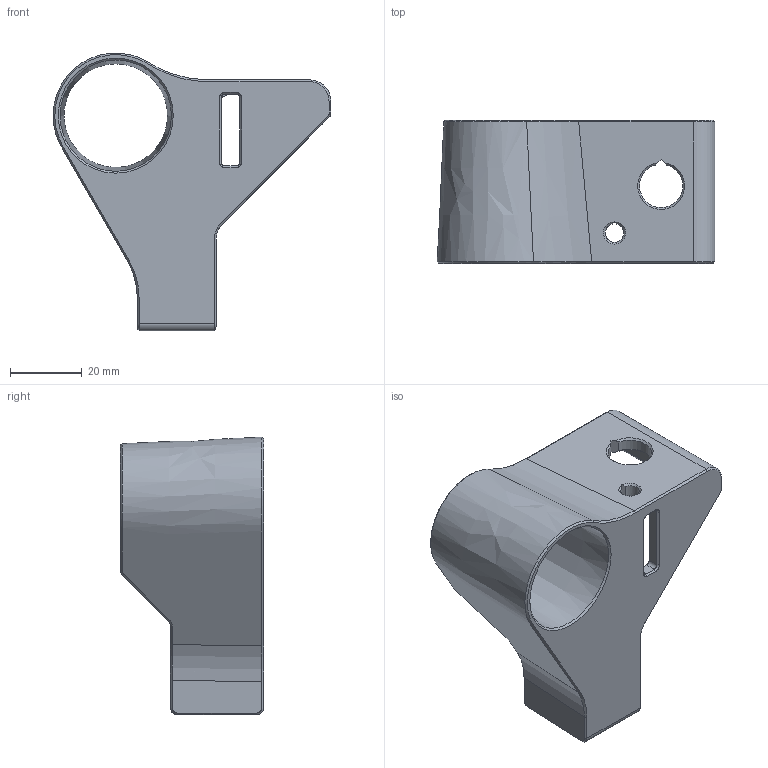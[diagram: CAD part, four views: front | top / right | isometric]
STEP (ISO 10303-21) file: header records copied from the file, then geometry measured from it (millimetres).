
FILE_DESCRIPTION(/* description */ (''),/* implementation_level */ '2;1');
FILE_NAME(/* name */ 'holder-bottom-left v17.step',/* time_stamp */ '2020-07-09T23:07:36+09:00',/* author */ (''),/* organization */ (''),/* preprocessor_version */ 'ST-DEVELOPER v18.1',/* originating_system */ 'Autodesk Translation Framework v9.3.0.1241',/* authorisation */ '');
FILE_SCHEMA (('AUTOMOTIVE_DESIGN { 1 0 10303 214 3 1 1 }'));
Length unit declared in the file: millimetre
Products named in the file (3): holder-bottom-left; mark v6; コンポーネント4
Assembly tree (2 placements, depth 2):
  holder-bottom-left
    mark v6
    コンポーネント4
Bounding box: 77.47 x 40 x 77.42 mm (x, y, z)
Volume: 56780.9 mm3; surface area: 20771.5 mm2
Topology: 1 solids, 1 shells, 171 faces, 438 edges, 269 vertices
Faces by surface type: plane 78, bspline 55, cone 19, cylinder 19
Entity records: 6171 total; most frequent: CARTESIAN_POINT 2317, ORIENTED_EDGE 876, DIRECTION 608, EDGE_CURVE 438, LINE 274, VECTOR 274, VERTEX_POINT 269, EDGE_LOOP 179
